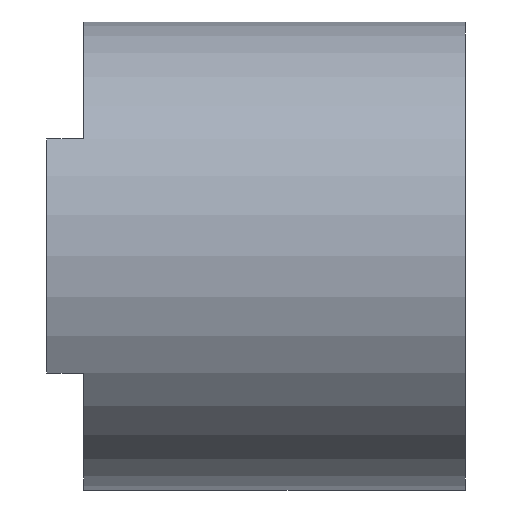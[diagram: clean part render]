
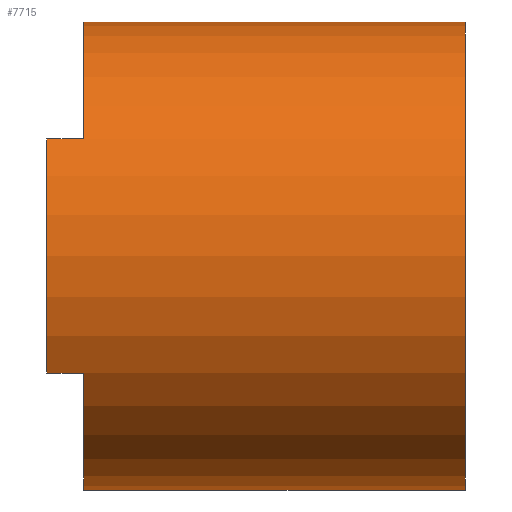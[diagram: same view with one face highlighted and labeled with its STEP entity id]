
A CAD part, left-side view. The second image highlights one B-rep face of the part: STEP entity #7715.
In plain terms, the highlighted cylindrical face has radius 9.5 mm (diameter 19 mm), a partial arc.
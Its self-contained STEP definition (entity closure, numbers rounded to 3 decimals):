
#4 = EDGE_CURVE ( 'NONE', #3939, #6121, #3816, .T. ) ;
#108 = DIRECTION ( 'NONE',  ( 0., 0., 1. ) ) ;
#134 = CARTESIAN_POINT ( 'NONE',  ( -18., 15.5, 0. ) ) ;
#819 = DIRECTION ( 'NONE',  ( 0., -1., 0. ) ) ;
#967 = DIRECTION ( 'NONE',  ( 0., 0., 1. ) ) ;
#990 = CIRCLE ( 'NONE', #1079, 9.5 ) ;
#1014 = VERTEX_POINT ( 'NONE', #8513 ) ;
#1079 = AXIS2_PLACEMENT_3D ( 'NONE', #9500, #4498, #10341 ) ;
#1230 = EDGE_CURVE ( 'NONE', #2177, #1014, #3008, .T. ) ;
#1351 = CARTESIAN_POINT ( 'NONE',  ( -18., 17., 0. ) ) ;
#1370 = EDGE_CURVE ( 'NONE', #1416, #1014, #2229, .T. ) ;
#1416 = VERTEX_POINT ( 'NONE', #10211 ) ;
#1503 = AXIS2_PLACEMENT_3D ( 'NONE', #10112, #5114, #108 ) ;
#1598 = VECTOR ( 'NONE', #2797, 1000. ) ;
#1637 = EDGE_CURVE ( 'NONE', #2177, #4903, #8867, .T. ) ;
#2035 = VECTOR ( 'NONE', #3962, 1000. ) ;
#2119 = ORIENTED_EDGE ( 'NONE', *, *, #1370, .F. ) ;
#2177 = VERTEX_POINT ( 'NONE', #5050 ) ;
#2184 = DIRECTION ( 'NONE',  ( 0., 0., 1. ) ) ;
#2215 = CIRCLE ( 'NONE', #7509, 9.5 ) ;
#2229 = CIRCLE ( 'NONE', #1503, 9.5 ) ;
#2285 = CARTESIAN_POINT ( 'NONE',  ( -18., 17., -9.5 ) ) ;
#2360 = FACE_OUTER_BOUND ( 'NONE', #8292, .T. ) ;
#2499 = DIRECTION ( 'NONE',  ( 0., 0., -1. ) ) ;
#2557 = LINE ( 'NONE', #2285, #2035 ) ;
#2585 = CARTESIAN_POINT ( 'NONE',  ( -18., 15.5, 9.5 ) ) ;
#2797 = DIRECTION ( 'NONE',  ( 0., -1., 0. ) ) ;
#2969 = AXIS2_PLACEMENT_3D ( 'NONE', #1351, #7189, #2184 ) ;
#2999 = EDGE_CURVE ( 'NONE', #3512, #3939, #2215, .T. ) ;
#3008 = LINE ( 'NONE', #10763, #9409 ) ;
#3226 = ORIENTED_EDGE ( 'NONE', *, *, #3759, .T. ) ;
#3512 = VERTEX_POINT ( 'NONE', #9217 ) ;
#3759 = EDGE_CURVE ( 'NONE', #4315, #6121, #990, .T. ) ;
#3816 = LINE ( 'NONE', #8632, #1598 ) ;
#3939 = VERTEX_POINT ( 'NONE', #2585 ) ;
#3962 = DIRECTION ( 'NONE',  ( 0., -1., 0. ) ) ;
#4124 = EDGE_CURVE ( 'NONE', #1416, #4315, #2557, .T. ) ;
#4315 = VERTEX_POINT ( 'NONE', #8873 ) ;
#4498 = DIRECTION ( 'NONE',  ( 0., 1., 0. ) ) ;
#4903 = VERTEX_POINT ( 'NONE', #6383 ) ;
#5050 = CARTESIAN_POINT ( 'NONE',  ( -26.227, 17., -4.75 ) ) ;
#5114 = DIRECTION ( 'NONE',  ( 0., 1., 0. ) ) ;
#5930 = ORIENTED_EDGE ( 'NONE', *, *, #4124, .T. ) ;
#5964 = DIRECTION ( 'NONE',  ( 0., 1., 0. ) ) ;
#6098 = ORIENTED_EDGE ( 'NONE', *, *, #4, .F. ) ;
#6121 = VERTEX_POINT ( 'NONE', #8262 ) ;
#6383 = CARTESIAN_POINT ( 'NONE',  ( -26.227, 17., 4.75 ) ) ;
#6528 = ORIENTED_EDGE ( 'NONE', *, *, #1230, .T. ) ;
#6645 = ORIENTED_EDGE ( 'NONE', *, *, #8909, .T. ) ;
#7043 = VECTOR ( 'NONE', #10358, 1000. ) ;
#7189 = DIRECTION ( 'NONE',  ( 0., 1., 0. ) ) ;
#7190 = AXIS2_PLACEMENT_3D ( 'NONE', #8333, #819, #2499 ) ;
#7300 = LINE ( 'NONE', #7958, #7043 ) ;
#7509 = AXIS2_PLACEMENT_3D ( 'NONE', #134, #5964, #967 ) ;
#7715 = ADVANCED_FACE ( 'NONE', ( #2360 ), #8758, .T. ) ;
#7958 = CARTESIAN_POINT ( 'NONE',  ( -26.227, 17., 4.75 ) ) ;
#8262 = CARTESIAN_POINT ( 'NONE',  ( -18., 0., 9.5 ) ) ;
#8281 = DIRECTION ( 'NONE',  ( 0., -1., 0. ) ) ;
#8292 = EDGE_LOOP ( 'NONE', ( #10047, #6645, #10484, #6528, #2119, #5930, #3226, #6098 ) ) ;
#8333 = CARTESIAN_POINT ( 'NONE',  ( -18., 17., 0. ) ) ;
#8513 = CARTESIAN_POINT ( 'NONE',  ( -26.227, 15.5, -4.75 ) ) ;
#8632 = CARTESIAN_POINT ( 'NONE',  ( -18., 17., 9.5 ) ) ;
#8758 = CYLINDRICAL_SURFACE ( 'NONE', #7190, 9.5 ) ;
#8867 = CIRCLE ( 'NONE', #2969, 9.5 ) ;
#8873 = CARTESIAN_POINT ( 'NONE',  ( -18., 0., -9.5 ) ) ;
#8909 = EDGE_CURVE ( 'NONE', #3512, #4903, #7300, .T. ) ;
#9217 = CARTESIAN_POINT ( 'NONE',  ( -26.227, 15.5, 4.75 ) ) ;
#9409 = VECTOR ( 'NONE', #8281, 1000. ) ;
#9500 = CARTESIAN_POINT ( 'NONE',  ( -18., 0., 0. ) ) ;
#10047 = ORIENTED_EDGE ( 'NONE', *, *, #2999, .F. ) ;
#10112 = CARTESIAN_POINT ( 'NONE',  ( -18., 15.5, 0. ) ) ;
#10211 = CARTESIAN_POINT ( 'NONE',  ( -18., 15.5, -9.5 ) ) ;
#10341 = DIRECTION ( 'NONE',  ( 0., 0., 1. ) ) ;
#10358 = DIRECTION ( 'NONE',  ( 0., 1., 0. ) ) ;
#10484 = ORIENTED_EDGE ( 'NONE', *, *, #1637, .F. ) ;
#10763 = CARTESIAN_POINT ( 'NONE',  ( -26.227, 17., -4.75 ) ) ;
